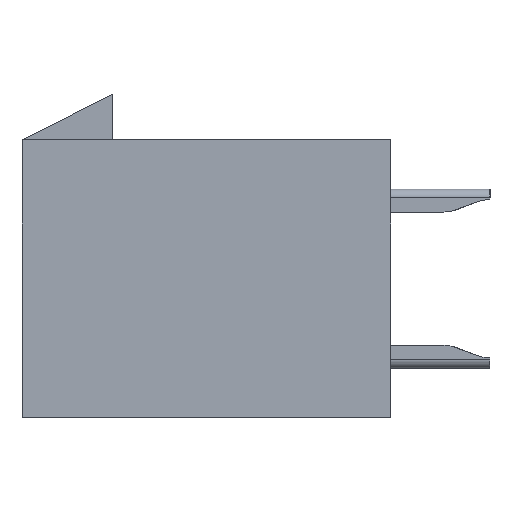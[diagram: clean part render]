
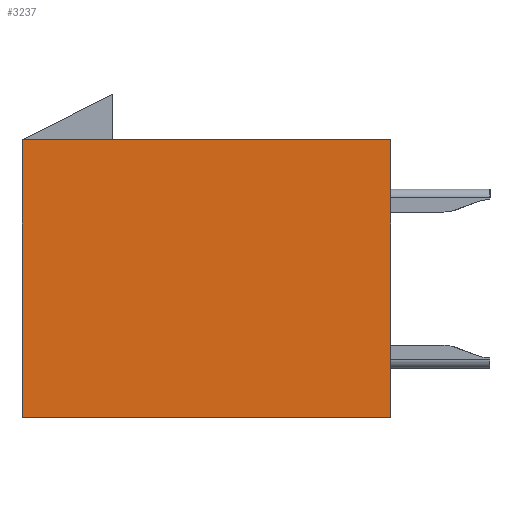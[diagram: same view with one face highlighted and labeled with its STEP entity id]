
A CAD part, left-side view. The second image highlights one B-rep face of the part: STEP entity #3237.
In plain terms, the highlighted planar face has unit normal (-1, 0, 0).
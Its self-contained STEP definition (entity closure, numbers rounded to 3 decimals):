
#4 = AXIS2_PLACEMENT_3D ( 'NONE', #3737, #1962, #1936 ) ;
#79 = FACE_OUTER_BOUND ( 'NONE', #3530, .T. ) ;
#176 = PLANE ( 'NONE',  #4 ) ;
#282 = ORIENTED_EDGE ( 'NONE', *, *, #3379, .F. ) ;
#363 = VERTEX_POINT ( 'NONE', #2389 ) ;
#539 = VERTEX_POINT ( 'NONE', #624 ) ;
#620 = VECTOR ( 'NONE', #950, 1000. ) ;
#624 = CARTESIAN_POINT ( 'NONE',  ( 0., 6.5, 4.9 ) ) ;
#888 = ORIENTED_EDGE ( 'NONE', *, *, #1833, .F. ) ;
#950 = DIRECTION ( 'NONE',  ( 0., 1., 0. ) ) ;
#1037 = VERTEX_POINT ( 'NONE', #2965 ) ;
#1219 = CARTESIAN_POINT ( 'NONE',  ( 0., 6.5, 4.9 ) ) ;
#1249 = LINE ( 'NONE', #2323, #2702 ) ;
#1406 = ORIENTED_EDGE ( 'NONE', *, *, #3696, .F. ) ;
#1419 = ORIENTED_EDGE ( 'NONE', *, *, #2417, .F. ) ;
#1570 = CARTESIAN_POINT ( 'NONE',  ( 0., 6.5, -4.9 ) ) ;
#1833 = EDGE_CURVE ( 'NONE', #539, #1037, #1249, .T. ) ;
#1936 = DIRECTION ( 'NONE',  ( 0., 0., -1. ) ) ;
#1962 = DIRECTION ( 'NONE',  ( 1., 0., 0. ) ) ;
#2122 = LINE ( 'NONE', #1570, #620 ) ;
#2323 = CARTESIAN_POINT ( 'NONE',  ( 0., 6.5, 4.9 ) ) ;
#2385 = LINE ( 'NONE', #1219, #3152 ) ;
#2389 = CARTESIAN_POINT ( 'NONE',  ( 0., -6.5, -4.9 ) ) ;
#2406 = DIRECTION ( 'NONE',  ( 0., 0., -1. ) ) ;
#2417 = EDGE_CURVE ( 'NONE', #1037, #363, #2528, .T. ) ;
#2522 = DIRECTION ( 'NONE',  ( 0., -1., 0. ) ) ;
#2528 = LINE ( 'NONE', #3278, #3295 ) ;
#2702 = VECTOR ( 'NONE', #2522, 1000. ) ;
#2965 = CARTESIAN_POINT ( 'NONE',  ( 0., -6.5, 4.9 ) ) ;
#2974 = DIRECTION ( 'NONE',  ( 0., 0., 1. ) ) ;
#3152 = VECTOR ( 'NONE', #2974, 1000. ) ;
#3237 = ADVANCED_FACE ( 'NONE', ( #79 ), #176, .F. ) ;
#3261 = CARTESIAN_POINT ( 'NONE',  ( 0., 6.5, -4.9 ) ) ;
#3278 = CARTESIAN_POINT ( 'NONE',  ( 0., -6.5, 4.9 ) ) ;
#3295 = VECTOR ( 'NONE', #2406, 1000. ) ;
#3379 = EDGE_CURVE ( 'NONE', #363, #3714, #2122, .T. ) ;
#3530 = EDGE_LOOP ( 'NONE', ( #282, #1419, #888, #1406 ) ) ;
#3696 = EDGE_CURVE ( 'NONE', #3714, #539, #2385, .T. ) ;
#3714 = VERTEX_POINT ( 'NONE', #3261 ) ;
#3737 = CARTESIAN_POINT ( 'NONE',  ( 0., 0., 0. ) ) ;
